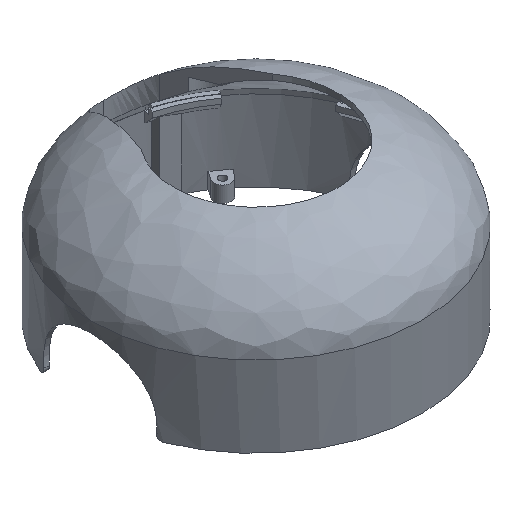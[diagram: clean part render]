
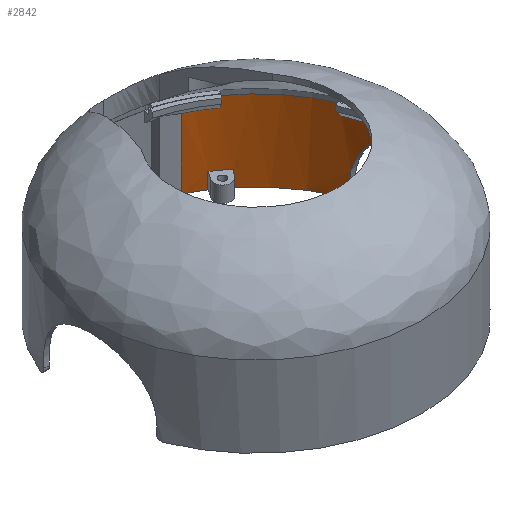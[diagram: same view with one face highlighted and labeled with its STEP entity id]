
A CAD part, isometric view. The second image highlights one B-rep face of the part: STEP entity #2842.
In plain terms, the highlighted cylindrical face has radius 60.5 mm (diameter 121 mm), a partial arc.
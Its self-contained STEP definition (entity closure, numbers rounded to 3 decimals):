
#100=B_SPLINE_CURVE_WITH_KNOTS('',3,(#4348,#4349,#4350,#4351,#4352,#4353,
#4354,#4355,#4356,#4357,#4358,#4359),.UNSPECIFIED.,.F.,.F.,(4,2,2,2,2,4),
(0.603,0.628,0.703,0.778,
0.859,0.941),.UNSPECIFIED.);
#101=B_SPLINE_CURVE_WITH_KNOTS('',3,(#4360,#4361,#4362,#4363,#4364,#4365,
#4366,#4367,#4368,#4369,#4370,#4371,#4372,#4373,#4374,#4375,#4376,#4377,
#4378,#4379),.UNSPECIFIED.,.F.,.F.,(4,2,2,2,2,2,2,2,2,4),(-6.781,
-6.51,-6.103,-5.696,-5.289,
-4.882,-4.475,-4.069,-3.662,
-3.255),.UNSPECIFIED.);
#152=CIRCLE('',#3033,60.5);
#153=CIRCLE('',#3034,60.5);
#154=CIRCLE('',#3035,60.5);
#155=CIRCLE('',#3036,60.5);
#156=CIRCLE('',#3037,60.5);
#157=CIRCLE('',#3038,60.5);
#310=CYLINDRICAL_SURFACE('',#3032,60.5);
#349=FACE_OUTER_BOUND('',#512,.T.);
#512=EDGE_LOOP('',(#1901,#1902,#1903,#1904,#1905,#1906,#1907,#1908,#1909,
#1910,#1911,#1912,#1913));
#700=LINE('',#4328,#926);
#701=LINE('',#4332,#927);
#702=LINE('',#4336,#928);
#703=LINE('',#4340,#929);
#704=LINE('',#4344,#930);
#926=VECTOR('',#3387,10.);
#927=VECTOR('',#3390,10.);
#928=VECTOR('',#3393,10.);
#929=VECTOR('',#3396,10.);
#930=VECTOR('',#3399,10.);
#1148=VERTEX_POINT('',#4225);
#1166=VERTEX_POINT('',#4325);
#1167=VERTEX_POINT('',#4327);
#1168=VERTEX_POINT('',#4329);
#1169=VERTEX_POINT('',#4331);
#1170=VERTEX_POINT('',#4333);
#1171=VERTEX_POINT('',#4335);
#1172=VERTEX_POINT('',#4337);
#1173=VERTEX_POINT('',#4339);
#1174=VERTEX_POINT('',#4341);
#1175=VERTEX_POINT('',#4343);
#1176=VERTEX_POINT('',#4345);
#1177=VERTEX_POINT('',#4347);
#1453=EDGE_CURVE('',#1148,#1166,#152,.T.);
#1454=EDGE_CURVE('',#1166,#1167,#700,.T.);
#1455=EDGE_CURVE('',#1168,#1167,#153,.T.);
#1456=EDGE_CURVE('',#1168,#1169,#701,.T.);
#1457=EDGE_CURVE('',#1169,#1170,#154,.T.);
#1458=EDGE_CURVE('',#1170,#1171,#702,.T.);
#1459=EDGE_CURVE('',#1171,#1172,#155,.T.);
#1460=EDGE_CURVE('',#1172,#1173,#703,.T.);
#1461=EDGE_CURVE('',#1173,#1174,#156,.T.);
#1462=EDGE_CURVE('',#1174,#1175,#704,.T.);
#1463=EDGE_CURVE('',#1175,#1176,#157,.T.);
#1464=EDGE_CURVE('',#1177,#1176,#100,.T.);
#1465=EDGE_CURVE('',#1177,#1148,#101,.T.);
#1901=ORIENTED_EDGE('',*,*,#1453,.T.);
#1902=ORIENTED_EDGE('',*,*,#1454,.T.);
#1903=ORIENTED_EDGE('',*,*,#1455,.F.);
#1904=ORIENTED_EDGE('',*,*,#1456,.T.);
#1905=ORIENTED_EDGE('',*,*,#1457,.T.);
#1906=ORIENTED_EDGE('',*,*,#1458,.T.);
#1907=ORIENTED_EDGE('',*,*,#1459,.T.);
#1908=ORIENTED_EDGE('',*,*,#1460,.T.);
#1909=ORIENTED_EDGE('',*,*,#1461,.T.);
#1910=ORIENTED_EDGE('',*,*,#1462,.T.);
#1911=ORIENTED_EDGE('',*,*,#1463,.T.);
#1912=ORIENTED_EDGE('',*,*,#1464,.F.);
#1913=ORIENTED_EDGE('',*,*,#1465,.T.);
#2842=ADVANCED_FACE('',(#349),#310,.F.);
#3032=AXIS2_PLACEMENT_3D('',#4324,#3383,#3384);
#3033=AXIS2_PLACEMENT_3D('',#4326,#3385,#3386);
#3034=AXIS2_PLACEMENT_3D('',#4330,#3388,#3389);
#3035=AXIS2_PLACEMENT_3D('',#4334,#3391,#3392);
#3036=AXIS2_PLACEMENT_3D('',#4338,#3394,#3395);
#3037=AXIS2_PLACEMENT_3D('',#4342,#3397,#3398);
#3038=AXIS2_PLACEMENT_3D('',#4346,#3400,#3401);
#3383=DIRECTION('center_axis',(0.,0.,-1.));
#3384=DIRECTION('ref_axis',(0.,1.,0.));
#3385=DIRECTION('center_axis',(0.,0.,1.));
#3386=DIRECTION('ref_axis',(0.,1.,0.));
#3387=DIRECTION('',(0.,0.,1.));
#3388=DIRECTION('center_axis',(0.,0.,-1.));
#3389=DIRECTION('ref_axis',(1.,0.,0.));
#3390=DIRECTION('',(0.,0.,-1.));
#3391=DIRECTION('center_axis',(0.,0.,1.));
#3392=DIRECTION('ref_axis',(0.,1.,0.));
#3393=DIRECTION('',(0.,0.,-1.));
#3394=DIRECTION('center_axis',(0.,0.,-1.));
#3395=DIRECTION('ref_axis',(1.,0.,0.));
#3396=DIRECTION('',(0.,0.,1.));
#3397=DIRECTION('center_axis',(0.,0.,-1.));
#3398=DIRECTION('ref_axis',(0.,1.,0.));
#3399=DIRECTION('',(0.,0.,-1.));
#3400=DIRECTION('center_axis',(0.,0.,-1.));
#3401=DIRECTION('ref_axis',(1.,0.,0.));
#4225=CARTESIAN_POINT('',(60.5,0.,42.9));
#4324=CARTESIAN_POINT('Origin',(0.,0.,31.7));
#4325=CARTESIAN_POINT('',(55.749,23.5,42.9));
#4326=CARTESIAN_POINT('Origin',(0.,0.,42.9));
#4327=CARTESIAN_POINT('',(55.749,23.5,46.9));
#4328=CARTESIAN_POINT('',(55.749,23.5,31.7));
#4329=CARTESIAN_POINT('',(35.316,49.122,46.9));
#4330=CARTESIAN_POINT('Origin',(0.,0.,46.9));
#4331=CARTESIAN_POINT('',(35.316,49.122,42.9));
#4332=CARTESIAN_POINT('',(35.316,49.122,31.7));
#4333=CARTESIAN_POINT('',(26.268,54.5,42.9));
#4334=CARTESIAN_POINT('Origin',(0.,0.,42.9));
#4335=CARTESIAN_POINT('',(26.268,54.5,16.5));
#4336=CARTESIAN_POINT('',(26.268,54.5,31.7));
#4337=CARTESIAN_POINT('',(32.747,50.871,16.5));
#4338=CARTESIAN_POINT('Origin',(0.,0.,16.5));
#4339=CARTESIAN_POINT('',(32.747,50.871,22.5));
#4340=CARTESIAN_POINT('',(32.747,50.871,31.7));
#4341=CARTESIAN_POINT('',(38.262,46.864,22.5));
#4342=CARTESIAN_POINT('Origin',(0.,0.,22.5));
#4343=CARTESIAN_POINT('',(38.262,46.864,16.5));
#4344=CARTESIAN_POINT('',(38.262,46.864,31.7));
#4345=CARTESIAN_POINT('',(55.872,23.207,16.5));
#4346=CARTESIAN_POINT('Origin',(0.,0.,16.5));
#4347=CARTESIAN_POINT('',(56.655,21.223,18.756));
#4348=CARTESIAN_POINT('Ctrl Pts',(56.655,21.223,18.756));
#4349=CARTESIAN_POINT('Ctrl Pts',(56.659,21.212,18.67));
#4350=CARTESIAN_POINT('Ctrl Pts',(56.661,21.207,18.584));
#4351=CARTESIAN_POINT('Ctrl Pts',(56.661,21.207,18.25));
#4352=CARTESIAN_POINT('Ctrl Pts',(56.643,21.257,17.985));
#4353=CARTESIAN_POINT('Ctrl Pts',(56.568,21.456,17.499));
#4354=CARTESIAN_POINT('Ctrl Pts',(56.511,21.605,17.279));
#4355=CARTESIAN_POINT('Ctrl Pts',(56.376,21.956,16.918));
#4356=CARTESIAN_POINT('Ctrl Pts',(56.286,22.186,16.759));
#4357=CARTESIAN_POINT('Ctrl Pts',(56.086,22.686,16.55));
#4358=CARTESIAN_POINT('Ctrl Pts',(55.976,22.956,16.5));
#4359=CARTESIAN_POINT('Ctrl Pts',(55.872,23.207,16.5));
#4360=CARTESIAN_POINT('Ctrl Pts',(56.655,21.223,18.756));
#4361=CARTESIAN_POINT('Ctrl Pts',(56.611,21.343,19.679));
#4362=CARTESIAN_POINT('Ctrl Pts',(56.589,21.4,20.599));
#4363=CARTESIAN_POINT('Ctrl Pts',(56.589,21.4,22.857));
#4364=CARTESIAN_POINT('Ctrl Pts',(56.639,21.269,24.256));
#4365=CARTESIAN_POINT('Ctrl Pts',(56.842,20.721,27.03));
#4366=CARTESIAN_POINT('Ctrl Pts',(56.994,20.305,28.406));
#4367=CARTESIAN_POINT('Ctrl Pts',(57.372,19.21,31.038));
#4368=CARTESIAN_POINT('Ctrl Pts',(57.598,18.53,32.297));
#4369=CARTESIAN_POINT('Ctrl Pts',(58.079,16.963,34.622));
#4370=CARTESIAN_POINT('Ctrl Pts',(58.333,16.076,35.688));
#4371=CARTESIAN_POINT('Ctrl Pts',(58.821,14.189,37.575));
#4372=CARTESIAN_POINT('Ctrl Pts',(59.072,13.123,38.462));
#4373=CARTESIAN_POINT('Ctrl Pts',(59.54,10.798,40.029));
#4374=CARTESIAN_POINT('Ctrl Pts',(59.758,9.538,40.71));
#4375=CARTESIAN_POINT('Ctrl Pts',(60.119,6.905,41.805));
#4376=CARTESIAN_POINT('Ctrl Pts',(60.263,5.529,42.222));
#4377=CARTESIAN_POINT('Ctrl Pts',(60.453,2.754,42.769));
#4378=CARTESIAN_POINT('Ctrl Pts',(60.5,1.356,42.9));
#4379=CARTESIAN_POINT('Ctrl Pts',(60.5,0.,42.9));
